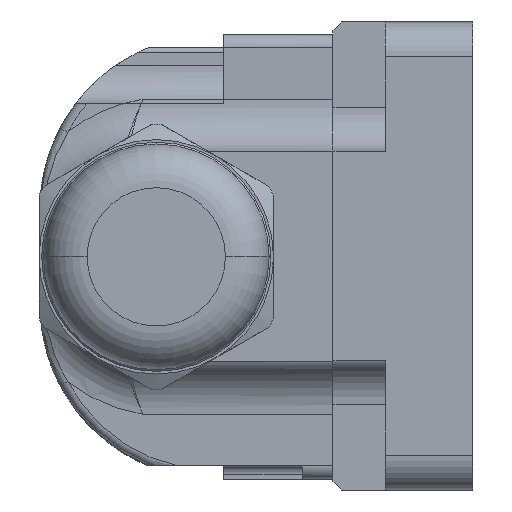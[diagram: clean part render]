
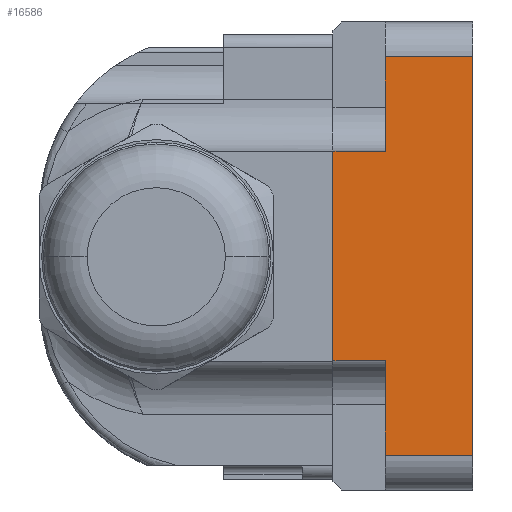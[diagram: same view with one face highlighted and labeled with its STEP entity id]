
A CAD part, left-side view. The second image highlights one B-rep face of the part: STEP entity #16586.
In plain terms, the highlighted planar face has unit normal (-1, 0, 0).
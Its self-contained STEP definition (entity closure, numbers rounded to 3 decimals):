
#4356=DIRECTION('',(0.,0.,1.));
#4357=VECTOR('',#4356,23.904);
#4358=CARTESIAN_POINT('',(36.7,16.,79.));
#4359=LINE('',#4358,#4357);
#4387=DIRECTION('',(0.,1.,0.));
#4388=VECTOR('',#4387,6.);
#4389=CARTESIAN_POINT('',(36.7,10.,103.));
#4390=LINE('',#4389,#4388);
#4391=DIRECTION('',(0.,0.,1.));
#4392=VECTOR('',#4391,45.5);
#4393=CARTESIAN_POINT('',(36.7,0.,68.25));
#4394=LINE('',#4393,#4392);
#4395=DIRECTION('',(0.,0.,-1.));
#4396=VECTOR('',#4395,10.75);
#4397=CARTESIAN_POINT('',(36.7,10.,79.));
#4398=LINE('',#4397,#4396);
#4403=DIRECTION('',(0.,1.,0.));
#4404=VECTOR('',#4403,6.);
#4405=CARTESIAN_POINT('',(36.7,10.,79.));
#4406=LINE('',#4405,#4404);
#4445=DIRECTION('',(0.,1.,0.));
#4446=VECTOR('',#4445,10.);
#4447=CARTESIAN_POINT('',(36.7,0.,68.25));
#4448=LINE('',#4447,#4446);
#4494=DIRECTION('',(0.,0.,1.));
#4495=VECTOR('',#4494,0.096);
#4496=CARTESIAN_POINT('',(36.7,16.,102.904));
#4497=LINE('',#4496,#4495);
#5959=DIRECTION('',(0.,0.,1.));
#5960=VECTOR('',#5959,10.75);
#5961=CARTESIAN_POINT('',(36.7,10.,103.));
#5962=LINE('',#5961,#5960);
#6004=DIRECTION('',(0.,-1.,0.));
#6005=VECTOR('',#6004,10.);
#6006=CARTESIAN_POINT('',(36.7,10.,113.75));
#6007=LINE('',#6006,#6005);
#8333=CARTESIAN_POINT('',(36.7,16.,102.904));
#8334=VERTEX_POINT('',#8333);
#8335=CARTESIAN_POINT('',(36.7,16.,103.));
#8336=VERTEX_POINT('',#8335);
#8810=CARTESIAN_POINT('',(36.7,10.,113.75));
#8811=VERTEX_POINT('',#8810);
#8816=CARTESIAN_POINT('',(36.7,10.,103.));
#8817=VERTEX_POINT('',#8816);
#8818=CARTESIAN_POINT('',(36.7,0.,113.75));
#8819=VERTEX_POINT('',#8818);
#8820=CARTESIAN_POINT('',(36.7,0.,68.25));
#8821=VERTEX_POINT('',#8820);
#8822=CARTESIAN_POINT('',(36.7,10.,68.25));
#8823=VERTEX_POINT('',#8822);
#8824=CARTESIAN_POINT('',(36.7,10.,79.));
#8825=VERTEX_POINT('',#8824);
#8834=CARTESIAN_POINT('',(36.7,16.,79.));
#8835=VERTEX_POINT('',#8834);
#16563=CARTESIAN_POINT('',(36.7,0.,64.25));
#16564=DIRECTION('',(-1.,0.,0.));
#16565=DIRECTION('',(0.,0.,1.));
#16566=AXIS2_PLACEMENT_3D('',#16563,#16564,#16565);
#16567=PLANE('',#16566);
#16569=ORIENTED_EDGE('',*,*,#16568,.T.);
#16570=ORIENTED_EDGE('',*,*,#16541,.T.);
#16572=ORIENTED_EDGE('',*,*,#16571,.T.);
#16574=ORIENTED_EDGE('',*,*,#16573,.F.);
#16576=ORIENTED_EDGE('',*,*,#16575,.T.);
#16578=ORIENTED_EDGE('',*,*,#16577,.T.);
#16579=ORIENTED_EDGE('',*,*,#15750,.F.);
#16581=ORIENTED_EDGE('',*,*,#16580,.T.);
#16583=ORIENTED_EDGE('',*,*,#16582,.F.);
#16584=EDGE_LOOP('',(#16569,#16570,#16572,#16574,#16576,#16578,#16579,#16581,
#16583));
#16585=FACE_OUTER_BOUND('',#16584,.F.);
#16586=ADVANCED_FACE('',(#16585),#16567,.T.);
#15750=EDGE_CURVE('',#8821,#8819,#4394,.T.);
#16541=EDGE_CURVE('',#8835,#8334,#4359,.T.);
#16568=EDGE_CURVE('',#8825,#8835,#4406,.T.);
#16571=EDGE_CURVE('',#8334,#8336,#4497,.T.);
#16573=EDGE_CURVE('',#8817,#8336,#4390,.T.);
#16575=EDGE_CURVE('',#8817,#8811,#5962,.T.);
#16577=EDGE_CURVE('',#8811,#8819,#6007,.T.);
#16580=EDGE_CURVE('',#8821,#8823,#4448,.T.);
#16582=EDGE_CURVE('',#8825,#8823,#4398,.T.);
